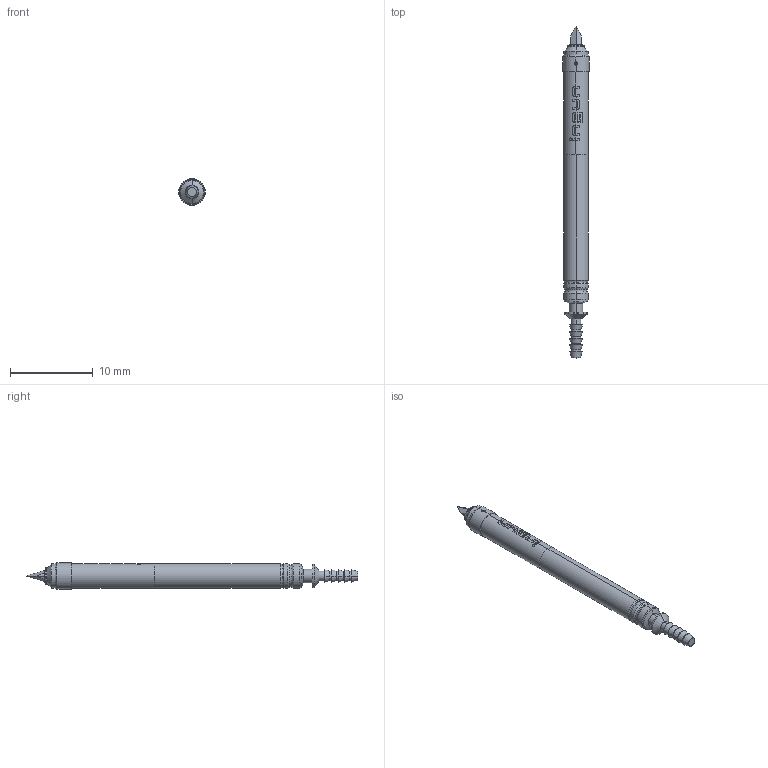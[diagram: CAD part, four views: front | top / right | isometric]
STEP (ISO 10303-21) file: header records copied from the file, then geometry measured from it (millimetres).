
FILE_DESCRIPTION (( 'STEP AP203' ), '1' );
FILE_NAME ('INGUN_PKS-300_291_130_A_xx02_AH.STEP', '2022-03-03T13:36:15', ( 'ochi' ), ( '' ), 'SwSTEP 2.0', 'SolidWorks 2018', '' );
FILE_SCHEMA (( 'CONFIG_CONTROL_DESIGN' ));
Length unit declared in the file: millimetre
Products named in the file (1): INGUN_PKS-300_291_130_A_xx02_AH
Bounding box: 3.2 x 40 x 3.2 mm (x, y, z)
Volume: 228.3 mm3; surface area: 349.4 mm2
Topology: 1 solids, 1 shells, 176 faces, 435 edges, 273 vertices
Faces by surface type: cylinder 56, plane 56, bspline 36, cone 20, torus 8
Entity records: 6988 total; most frequent: CARTESIAN_POINT 3281, ORIENTED_EDGE 870, DIRECTION 571, EDGE_CURVE 435, VERTEX_POINT 273, AXIS2_PLACEMENT_3D 245, B_SPLINE_CURVE_WITH_KNOTS 242, EDGE_LOOP 188
